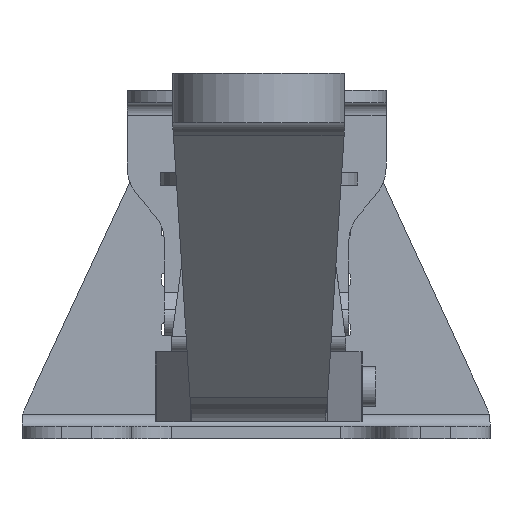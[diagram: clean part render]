
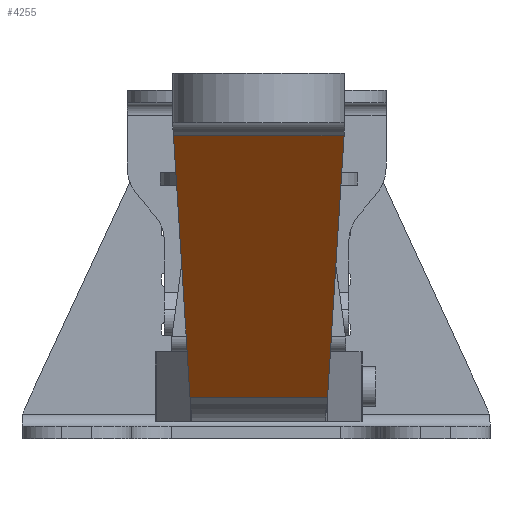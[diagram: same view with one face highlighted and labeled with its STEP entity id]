
A CAD part, left-side view. The second image highlights one B-rep face of the part: STEP entity #4255.
In plain terms, the highlighted planar face has unit normal (-0.741, 0, -0.671).
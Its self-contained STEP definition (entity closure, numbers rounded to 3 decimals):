
#1184=DIRECTION('',(0.,-1.,0.));
#1185=VECTOR('',#1184,34.268);
#1186=CARTESIAN_POINT('',(-115.939,61.577,36.613));
#1187=LINE('',#1186,#1185);
#1205=CARTESIAN_POINT('',(-68.466,58.255,
-15.824));
#1219=DIRECTION('',(-0.67,-0.047,0.741));
#1220=VECTOR('',#1219,70.812);
#1221=CARTESIAN_POINT('',(-68.466,30.63,
-15.824));
#1222=LINE('',#1221,#1220);
#1223=DIRECTION('',(0.,-1.,0.));
#1224=VECTOR('',#1223,27.625);
#1225=CARTESIAN_POINT('',(-68.466,58.255,
-15.824));
#1226=LINE('',#1225,#1224);
#1227=DIRECTION('',(0.67,-0.047,-0.741));
#1228=VECTOR('',#1227,70.812);
#1229=CARTESIAN_POINT('',(-115.939,61.577,36.613));
#1230=LINE('',#1229,#1228);
#2225=VERTEX_POINT('',#1205);
#2238=CARTESIAN_POINT('',(-115.939,61.577,36.613));
#2239=CARTESIAN_POINT('',(-115.939,27.309,36.613));
#2240=VERTEX_POINT('',#2238);
#2241=VERTEX_POINT('',#2239);
#2600=CARTESIAN_POINT('',(-68.466,30.63,
-15.824));
#2601=VERTEX_POINT('',#2600);
#4244=CARTESIAN_POINT('',(-92.202,44.443,10.394));
#4245=DIRECTION('',(0.741,0.,0.671));
#4246=DIRECTION('',(0.671,0.,-0.741));
#4247=AXIS2_PLACEMENT_3D('',#4244,#4245,#4246);
#4248=PLANE('',#4247);
#4249=ORIENTED_EDGE('',*,*,#4168,.F.);
#4250=ORIENTED_EDGE('',*,*,#4235,.F.);
#4251=ORIENTED_EDGE('',*,*,#4224,.F.);
#4252=ORIENTED_EDGE('',*,*,#4185,.T.);
#4253=EDGE_LOOP('',(#4249,#4250,#4251,#4252));
#4254=FACE_OUTER_BOUND('',#4253,.F.);
#4255=ADVANCED_FACE('',(#4254),#4248,.F.);
#4168=EDGE_CURVE('',#2601,#2241,#1222,.T.);
#4185=EDGE_CURVE('',#2240,#2241,#1187,.T.);
#4224=EDGE_CURVE('',#2240,#2225,#1230,.T.);
#4235=EDGE_CURVE('',#2225,#2601,#1226,.T.);
